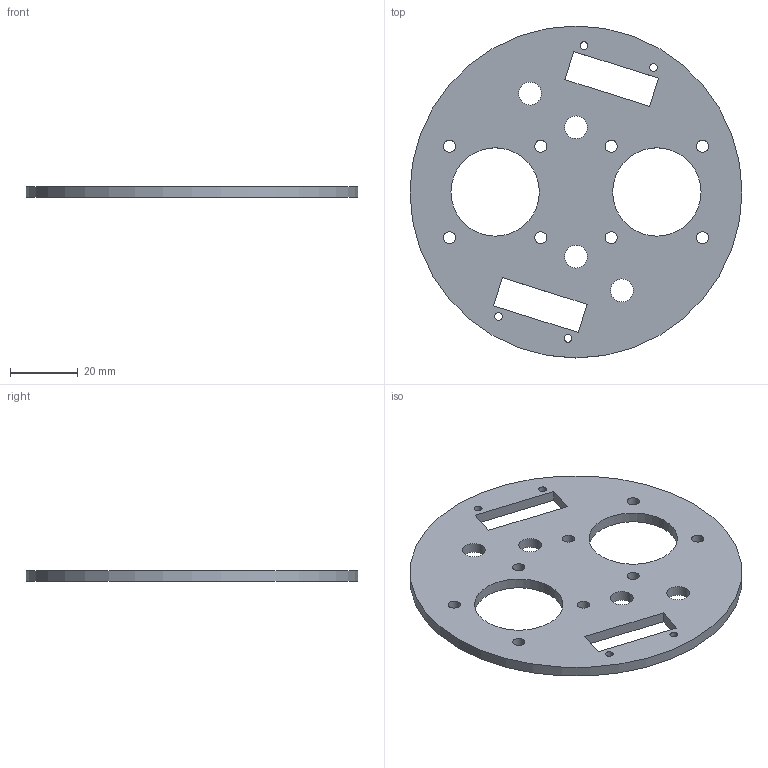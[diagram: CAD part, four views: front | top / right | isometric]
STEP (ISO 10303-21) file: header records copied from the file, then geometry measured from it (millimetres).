
FILE_DESCRIPTION(/* description */ ('CAx-IF Rec.Pracs.---Representation and Presentation of Product Manufacturing Information (PMI)---4.0---2014-10-13','CAx-IF Rec.Pracs.---3D Tessellated Geometry---0.4---2014-09-14','2;1'),/* implementation_level */ '2;1');
FILE_NAME(/* name */ 'co2-recovery-assembly_Bulkhead',/* time_stamp */ '2022-03-04T15:50:58-06:00',/* author */ (''),/* organization */ (''),/* preprocessor_version */ 'ST-DEVELOPER v16.7',/* originating_system */ 'SIEMENS PLM Software NX 1934',/* authorisation */ $);
FILE_SCHEMA (('AP242_MANAGED_MODEL_BASED_3D_ENGINEERING_MIM_LF { 1 0 10303 442 1 1 4 }'));
Length unit declared in the file: inch
Products named in the file (1): co2-recovery-assembly_Bulkhead
Bounding box: 97.79 x 97.79 x 3.17 mm (x, y, z)
Volume: 18258.4 mm3; surface area: 14085.6 mm2
Topology: 1 solids, 1 shells, 29 faces, 89 edges, 62 vertices
Faces by surface type: cylinder 19, plane 10
Full cylindrical faces by diameter (mm): 2.3 x4, 3.581 x8, 6.756 x4, 26.035 x2, 97.79 x1
Entity records: 1077 total; most frequent: DIRECTION 176, CARTESIAN_POINT 170, ORIENTED_EDGE 124, EDGE_LOOP 88, FACE_BOUND 88, AXIS2_PLACEMENT_3D 84, EDGE_CURVE 62, VERTEX_POINT 54
